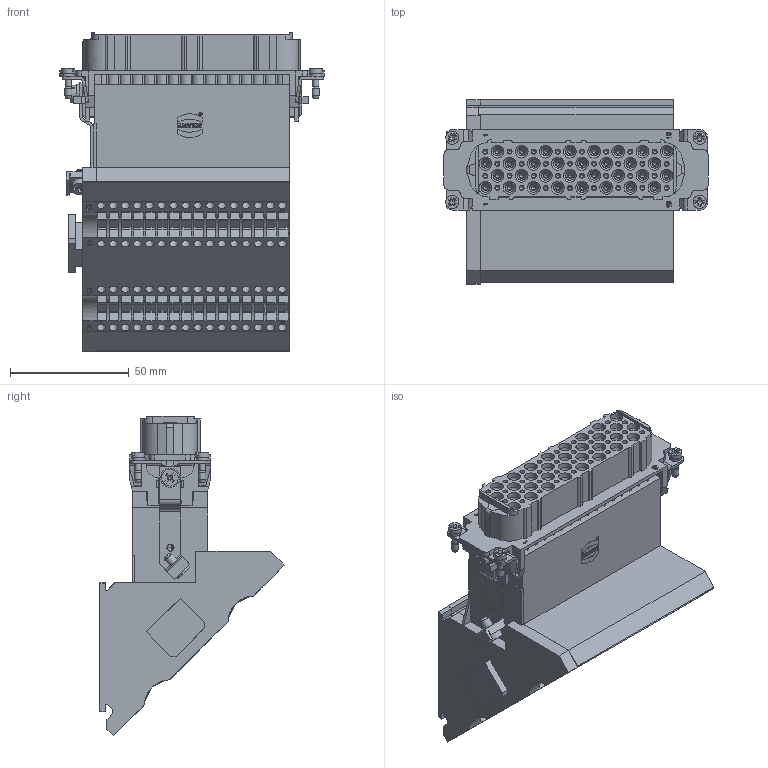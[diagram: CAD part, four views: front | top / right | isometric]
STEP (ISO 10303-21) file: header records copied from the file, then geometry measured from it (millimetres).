
FILE_DESCRIPTION(/* description */ (''),/* implementation_level */ '2;1');
FILE_NAME(/* name */ '100712103ugm000_b.stp',/* time_stamp */ '2019-05-09T15:41:29+02:00',/* author */ (''),/* organization */ (''),/* preprocessor_version */ 'ST-DEVELOPER v16.7',/* originating_system */ 'SIEMENS PLM Software NX 12.0',/* authorisation */ '');
FILE_SCHEMA (('AUTOMOTIVE_DESIGN { 1 0 10303 214 3 1 1 1 }'));
Products named in the file (1): 100712103ugm000_b
Bounding box: 111 x 77.54 x 134.4 mm (x, y, z)
Volume: 397820.4 mm3; surface area: 66628.2 mm2
Topology: 1 solids, 1 shells, 2659 faces, 7813 edges, 5654 vertices
Faces by surface type: plane 1671, cylinder 405, cone 231, extrusion 222, bspline 130
Full cylindrical faces by diameter (mm): 1.139 x1, 1.346 x1, 1.68 x64, 2.1 x64, 2.3 x1, 2.45 x1, 2.5 x4, 2.925 x2, 3 x6, 3.6 x64, 4 x1, 4.2 x1, 5 x4, 5.4 x32, 5.5 x4, 7 x2, 8.036 x1
Entity records: 100176 total; most frequent: CARTESIAN_POINT 26161, ORIENTED_EDGE 13340, DIRECTION 12013, EDGE_CURVE 6670, VERTEX_POINT 4680, VECTOR 4663, LINE 4441, AXIS2_PLACEMENT_3D 3675
